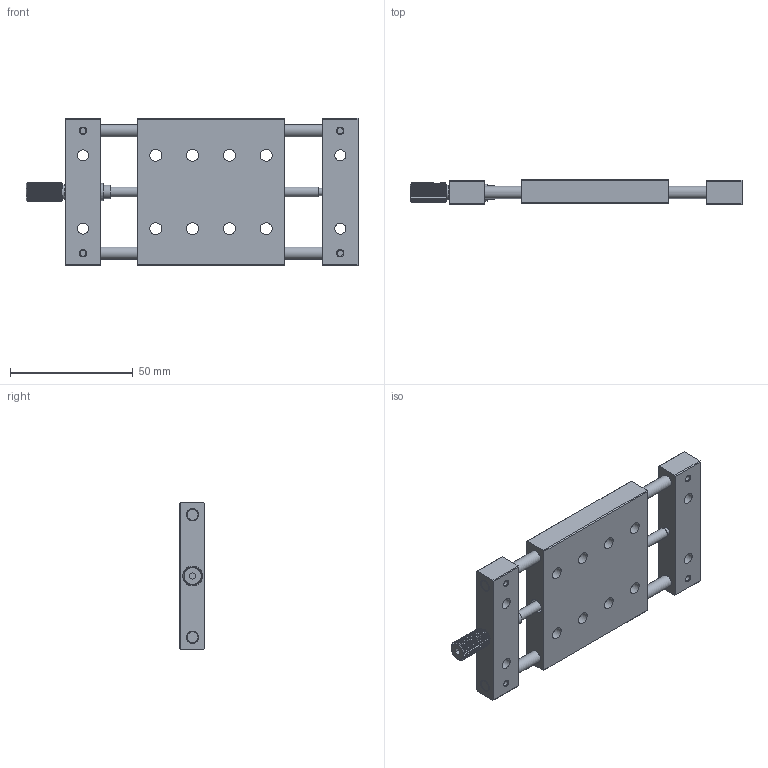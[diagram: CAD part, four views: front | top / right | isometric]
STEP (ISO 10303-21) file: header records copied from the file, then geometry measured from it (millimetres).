
FILE_DESCRIPTION (( 'STEP AP203' ), '1' );
FILE_NAME ('528984.STEP', '2024-11-12T01:31:26', ( 'Windows User' ), ( 'P R C' ), 'SwSTEP 2.0', 'SolidWorks 2020', '' );
FILE_SCHEMA (( 'CONFIG_CONTROL_DESIGN' ));
Length unit declared in the file: millimetre
Products named in the file (1): 528984
Bounding box: 135.5 x 10.5 x 60 mm (x, y, z)
Volume: 51946.2 mm3; surface area: 27336.1 mm2
Topology: 6 solids, 6 shells, 311 faces, 720 edges, 437 vertices
Faces by surface type: plane 138, cone 101, cylinder 72
Full cylindrical faces by diameter (mm): 2.459 x7, 3 x4, 4 x1, 4.5 x4, 4.917 x8, 4.999 x2, 5 x6, 5.6 x1, 6 x2, 7 x1, 7.5 x4
Entity records: 8742 total; most frequent: CARTESIAN_POINT 2113, DIRECTION 1327, ORIENTED_EDGE 1266, EDGE_CURVE 633, AXIS2_PLACEMENT_3D 558, EDGE_LOOP 443, VERTEX_POINT 414, FACE_OUTER_BOUND 351
